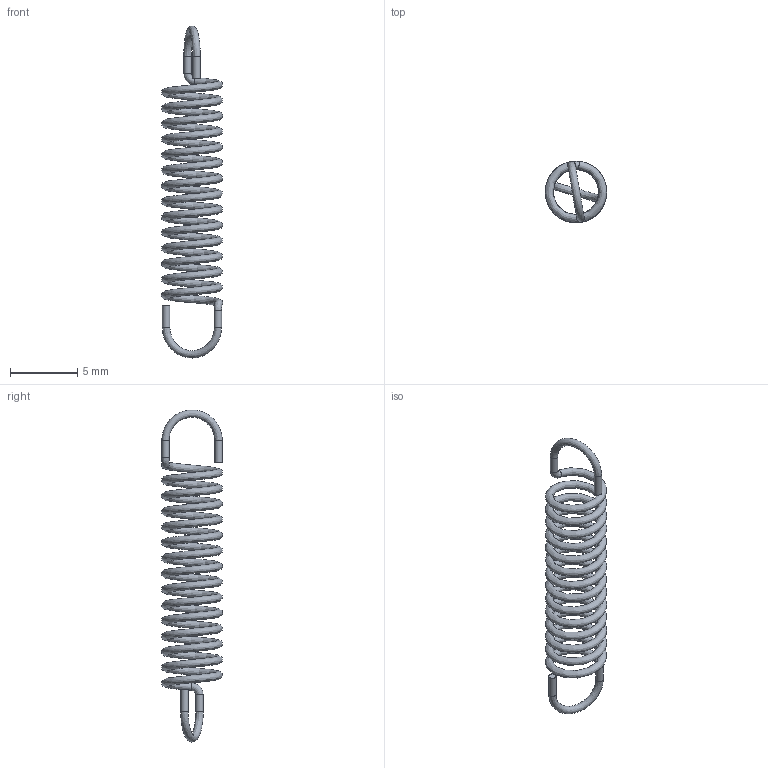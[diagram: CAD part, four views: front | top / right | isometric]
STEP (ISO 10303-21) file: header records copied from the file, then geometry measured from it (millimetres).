
FILE_DESCRIPTION(/* description */ ('This is a sample STEP configuration'),/* implementation_level */ '2;1');
FILE_NAME(/* name */ 'Sodemann E01800220620S.step',/* time_stamp */ '2023-05-18T21:03:13+02:00',/* author */ ('powerJobs'),/* organization */ ('coolOrange'),/* preprocessor_version */ 'ST-DEVELOPER v18.1',/* originating_system */ 'Autodesk Inventor 2022',/* authorisation */ '');
FILE_SCHEMA (('AUTOMOTIVE_DESIGN { 1 0 10303 214 3 1 1 }'));
Length unit declared in the file: millimetre
Products named in the file (1): E01800220620S
Bounding box: 4.57 x 4.57 x 24.75 mm (x, y, z)
Volume: 49.1 mm3; surface area: 351.9 mm2
Topology: 1 solids, 1 shells, 11 faces, 24 edges, 15 vertices
Faces by surface type: bspline 9, plane 2
Entity records: 3716 total; most frequent: CARTESIAN_POINT 3470, ORIENTED_EDGE 48, DIRECTION 32, EDGE_CURVE 24, VERTEX_POINT 15, AXIS2_PLACEMENT_3D 14, CIRCLE 11, FACE_OUTER_BOUND 11
